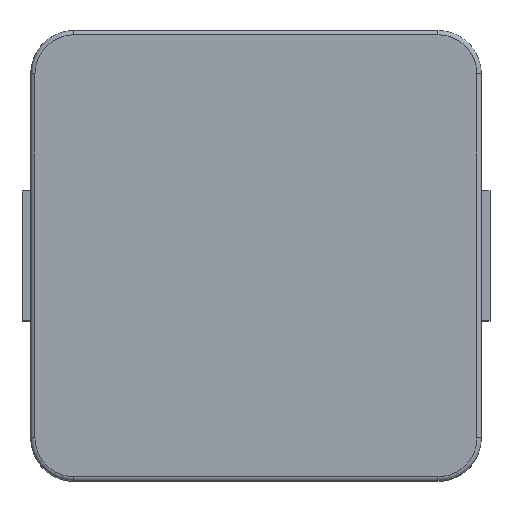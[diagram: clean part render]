
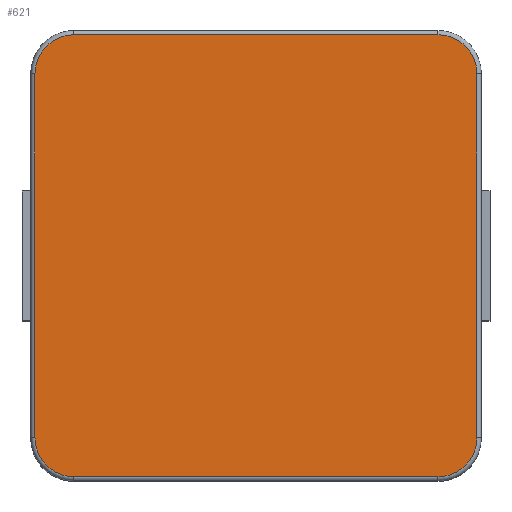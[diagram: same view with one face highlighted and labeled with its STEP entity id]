
A CAD part, top view. The second image highlights one B-rep face of the part: STEP entity #621.
In plain terms, the highlighted planar face has unit normal (0, 0, 1).
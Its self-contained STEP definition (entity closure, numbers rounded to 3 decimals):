
#21=PLANE('',#693);
#61=FACE_OUTER_BOUND('',#99,.T.);
#99=EDGE_LOOP('',(#477,#478,#479,#480,#481,#482,#483,#484));
#126=LINE('',#916,#194);
#127=LINE('',#927,#195);
#129=LINE('',#939,#197);
#131=LINE('',#951,#199);
#194=VECTOR('',#730,10.);
#195=VECTOR('',#743,10.);
#197=VECTOR('',#757,10.);
#199=VECTOR('',#771,10.);
#264=CIRCLE('',#668,0.45);
#268=CIRCLE('',#674,0.45);
#272=CIRCLE('',#680,0.45);
#275=CIRCLE('',#685,0.45);
#281=VERTEX_POINT('',#909);
#284=VERTEX_POINT('',#914);
#286=VERTEX_POINT('',#919);
#288=VERTEX_POINT('',#925);
#290=VERTEX_POINT('',#931);
#292=VERTEX_POINT('',#937);
#294=VERTEX_POINT('',#943);
#296=VERTEX_POINT('',#949);
#340=EDGE_CURVE('',#284,#281,#126,.T.);
#342=EDGE_CURVE('',#286,#284,#264,.T.);
#345=EDGE_CURVE('',#288,#286,#127,.T.);
#348=EDGE_CURVE('',#290,#288,#268,.T.);
#351=EDGE_CURVE('',#292,#290,#129,.T.);
#354=EDGE_CURVE('',#294,#292,#272,.T.);
#357=EDGE_CURVE('',#296,#294,#131,.T.);
#359=EDGE_CURVE('',#281,#296,#275,.T.);
#477=ORIENTED_EDGE('',*,*,#340,.F.);
#478=ORIENTED_EDGE('',*,*,#342,.F.);
#479=ORIENTED_EDGE('',*,*,#345,.F.);
#480=ORIENTED_EDGE('',*,*,#348,.F.);
#481=ORIENTED_EDGE('',*,*,#351,.F.);
#482=ORIENTED_EDGE('',*,*,#354,.F.);
#483=ORIENTED_EDGE('',*,*,#357,.F.);
#484=ORIENTED_EDGE('',*,*,#359,.F.);
#621=ADVANCED_FACE('',(#61),#21,.T.);
#668=AXIS2_PLACEMENT_3D('',#921,#735,#736);
#674=AXIS2_PLACEMENT_3D('',#933,#749,#750);
#680=AXIS2_PLACEMENT_3D('',#945,#763,#764);
#685=AXIS2_PLACEMENT_3D('',#954,#775,#776);
#693=AXIS2_PLACEMENT_3D('',#982,#802,#803);
#730=DIRECTION('',(0.,1.,0.));
#735=DIRECTION('center_axis',(0.,0.,-1.));
#736=DIRECTION('ref_axis',(-0.707,-0.707,0.));
#743=DIRECTION('',(-1.,0.,0.));
#749=DIRECTION('center_axis',(0.,0.,-1.));
#750=DIRECTION('ref_axis',(0.707,-0.707,0.));
#757=DIRECTION('',(0.,-1.,0.));
#763=DIRECTION('center_axis',(0.,0.,-1.));
#764=DIRECTION('ref_axis',(0.707,0.707,0.));
#771=DIRECTION('',(1.,0.,0.));
#775=DIRECTION('center_axis',(0.,0.,-1.));
#776=DIRECTION('ref_axis',(-0.707,0.707,0.));
#802=DIRECTION('center_axis',(0.,0.,1.));
#803=DIRECTION('ref_axis',(1.,0.,0.));
#909=CARTESIAN_POINT('',(-2.55,2.1,2.8));
#914=CARTESIAN_POINT('',(-2.55,-2.1,2.8));
#916=CARTESIAN_POINT('',(-2.55,1.05,2.8));
#919=CARTESIAN_POINT('',(-2.1,-2.55,2.8));
#921=CARTESIAN_POINT('Origin',(-2.1,-2.1,2.8));
#925=CARTESIAN_POINT('',(2.1,-2.55,2.8));
#927=CARTESIAN_POINT('',(-1.05,-2.55,2.8));
#931=CARTESIAN_POINT('',(2.55,-2.1,2.8));
#933=CARTESIAN_POINT('Origin',(2.1,-2.1,2.8));
#937=CARTESIAN_POINT('',(2.55,2.1,2.8));
#939=CARTESIAN_POINT('',(2.55,-1.05,2.8));
#943=CARTESIAN_POINT('',(2.1,2.55,2.8));
#945=CARTESIAN_POINT('Origin',(2.1,2.1,2.8));
#949=CARTESIAN_POINT('',(-2.1,2.55,2.8));
#951=CARTESIAN_POINT('',(1.05,2.55,2.8));
#954=CARTESIAN_POINT('Origin',(-2.1,2.1,2.8));
#982=CARTESIAN_POINT('Origin',(0.,0.,
2.8));
